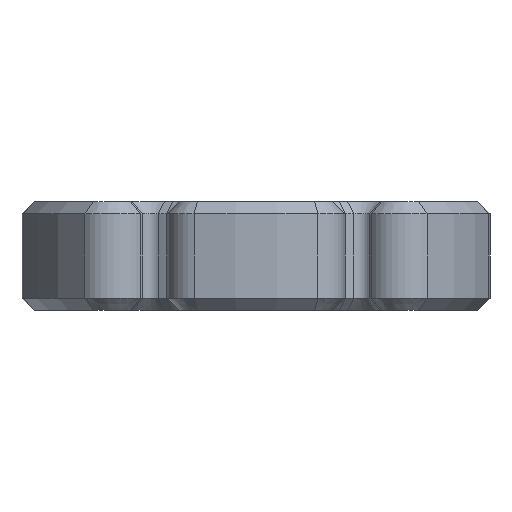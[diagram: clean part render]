
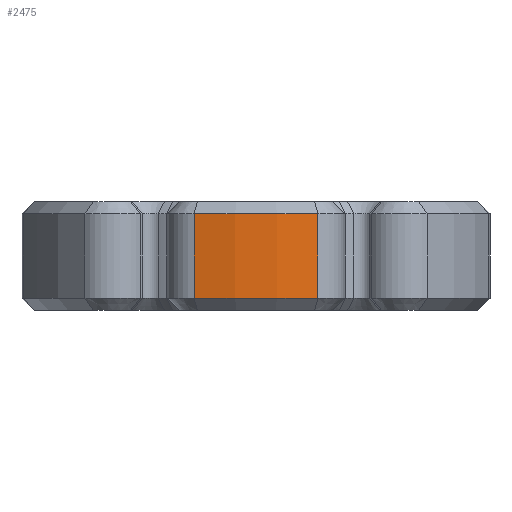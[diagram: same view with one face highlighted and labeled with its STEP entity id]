
A CAD part, left-side view. The second image highlights one B-rep face of the part: STEP entity #2475.
In plain terms, the highlighted cylindrical face has radius 20 mm (diameter 40 mm), a partial arc.
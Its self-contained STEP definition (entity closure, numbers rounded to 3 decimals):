
#195=FACE_OUTER_BOUND('',#355,.T.);
#355=EDGE_LOOP('',(#1933,#1934,#1935,#1936));
#558=CIRCLE('',#2744,20.);
#569=CIRCLE('',#2763,20.);
#720=LINE('',#5602,#919);
#721=LINE('',#5605,#920);
#919=VECTOR('',#3342,10.);
#920=VECTOR('',#3345,10.);
#1181=VERTEX_POINT('',#5550);
#1183=VERTEX_POINT('',#5556);
#1197=VERTEX_POINT('',#5601);
#1198=VERTEX_POINT('',#5603);
#1455=EDGE_CURVE('',#1181,#1183,#558,.T.);
#1476=EDGE_CURVE('',#1197,#1181,#720,.T.);
#1477=EDGE_CURVE('',#1198,#1197,#569,.T.);
#1478=EDGE_CURVE('',#1183,#1198,#721,.T.);
#1933=ORIENTED_EDGE('',*,*,#1455,.F.);
#1934=ORIENTED_EDGE('',*,*,#1476,.F.);
#1935=ORIENTED_EDGE('',*,*,#1477,.F.);
#1936=ORIENTED_EDGE('',*,*,#1478,.F.);
#2377=CYLINDRICAL_SURFACE('',#2762,20.);
#2475=ADVANCED_FACE('',(#195),#2377,.T.);
#2744=AXIS2_PLACEMENT_3D('',#5560,#3294,#3295);
#2762=AXIS2_PLACEMENT_3D('',#5600,#3340,#3341);
#2763=AXIS2_PLACEMENT_3D('',#5604,#3343,#3344);
#3294=DIRECTION('center_axis',(0.,0.,1.));
#3295=DIRECTION('ref_axis',(-1.,0.,0.));
#3340=DIRECTION('center_axis',(0.,0.,1.));
#3341=DIRECTION('ref_axis',(-1.,0.,0.));
#3342=DIRECTION('',(0.,0.,1.));
#3343=DIRECTION('center_axis',(0.,0.,-1.));
#3344=DIRECTION('ref_axis',(-1.,0.,0.));
#3345=DIRECTION('',(0.,0.,-1.));
#5550=CARTESIAN_POINT('',(-19.333,5.121,23.5));
#5556=CARTESIAN_POINT('',(-19.333,-5.121,23.5));
#5560=CARTESIAN_POINT('Origin',(0.,0.,23.5));
#5600=CARTESIAN_POINT('Origin',(0.,0.,16.));
#5601=CARTESIAN_POINT('',(-19.333,5.121,16.5));
#5602=CARTESIAN_POINT('',(-19.333,5.121,16.));
#5603=CARTESIAN_POINT('',(-19.333,-5.121,16.5));
#5604=CARTESIAN_POINT('Origin',(0.,0.,16.5));
#5605=CARTESIAN_POINT('',(-19.333,-5.121,16.));
